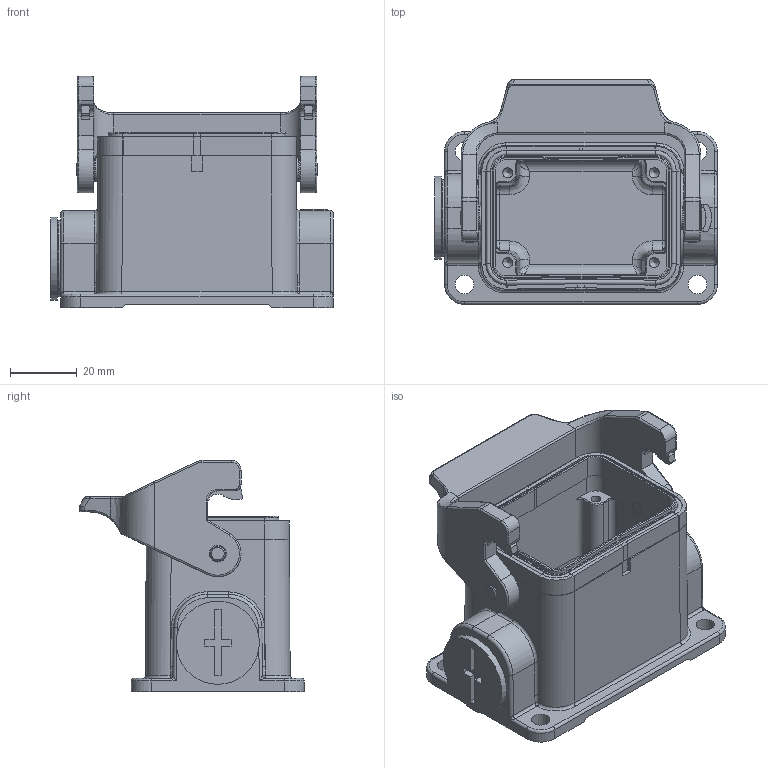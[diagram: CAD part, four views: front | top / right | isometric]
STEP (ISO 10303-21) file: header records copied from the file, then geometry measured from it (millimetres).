
FILE_DESCRIPTION((''),'2;1');
FILE_NAME('05628061291.stp','2020-07-17T10:29:43',('e.eickhoff'),(''),'Autodesk Inventor 2012','Autodesk Inventor 2012','');
FILE_SCHEMA(('AUTOMOTIVE_DESIGN { 1 0 10303 214 1 1 1 1 }'));
Length unit declared in the file: millimetre
Products named in the file (3): 05628061291; KBRM20
Assembly tree (2 placements, depth 2):
  05628061291
    05628061291
    KBRM20
Bounding box: 85 x 67.5 x 69.5 mm (x, y, z)
Volume: 78060.6 mm3; surface area: 39463.3 mm2
Topology: 3 solids, 3 shells, 750 faces, 2097 edges, 1542 vertices
Faces by surface type: plane 354, cylinder 222, bspline 116, torus 40, cone 12, sphere 6
Full cylindrical faces by diameter (mm): 0.88 x1, 1.04 x1, 2.95 x1, 3 x4, 4 x2, 4.8 x2, 5.1 x2, 5.6 x4, 7 x2, 16 x2, 20 x2, 20.5 x1, 23 x1, 25 x1
Entity records: 28388 total; most frequent: CARTESIAN_POINT 9372, DIRECTION 3665, ORIENTED_EDGE 3570, EDGE_CURVE 1785, AXIS2_PLACEMENT_3D 1257, VECTOR 1151, LINE 1151, VERTEX_POINT 1101
